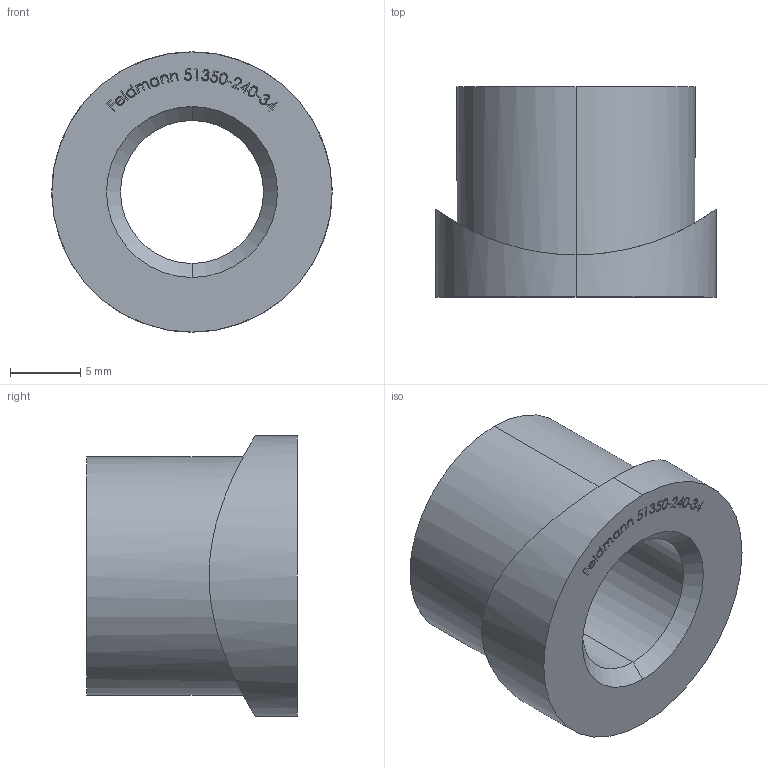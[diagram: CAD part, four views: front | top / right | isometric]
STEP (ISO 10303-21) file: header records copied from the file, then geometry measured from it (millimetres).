
FILE_DESCRIPTION (( 'STEP AP203' ), '1' );
FILE_NAME ('51350-240-34.STEP', '2016-02-16T13:18:47', ( '' ), ( '' ), 'SwSTEP 2.0', 'SolidWorks 2015', '' );
FILE_SCHEMA (( 'CONFIG_CONTROL_DESIGN' ));
Length unit declared in the file: millimetre
Products named in the file (1): 51350-240-34
Bounding box: 20 x 15 x 20 mm (x, y, z)
Volume: 2525 mm3; surface area: 1794.8 mm2
Topology: 1 solids, 1 shells, 274 faces, 728 edges, 484 vertices
Faces by surface type: plane 147, bspline 116, cylinder 7, cone 4
Entity records: 15085 total; most frequent: CARTESIAN_POINT 8979, ORIENTED_EDGE 1456, DIRECTION 822, EDGE_CURVE 728, VERTEX_POINT 484, VECTOR 480, LINE 480, EDGE_LOOP 304
